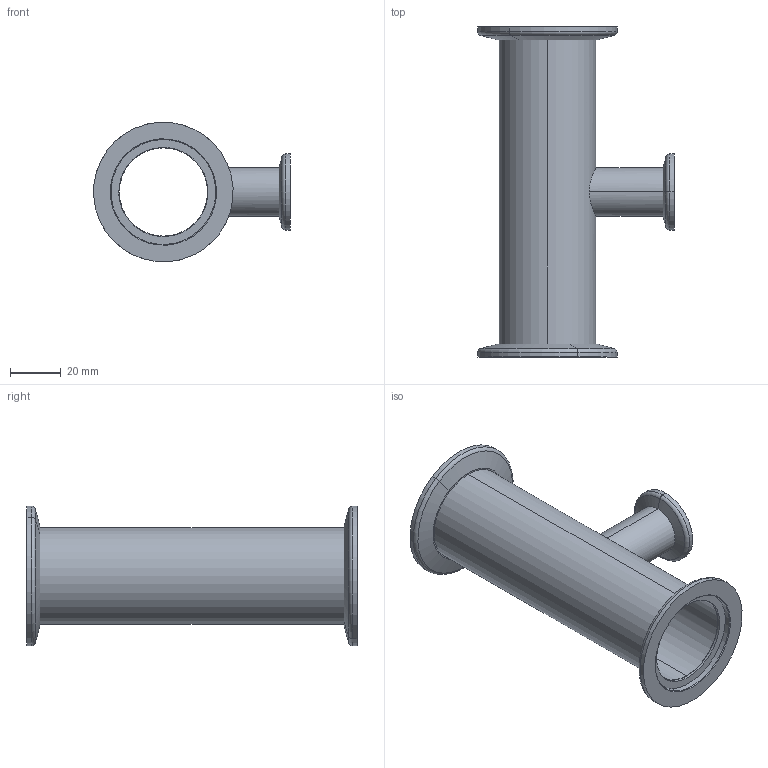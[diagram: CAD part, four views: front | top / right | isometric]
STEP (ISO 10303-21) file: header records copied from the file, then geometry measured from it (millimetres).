
FILE_DESCRIPTION (( 'STEP AP214' ), '1' );
FILE_NAME ('Hositrad_KTR40-16.STEP', '2011-01-19T12:48:19', ( 'Hositrad' ), ( 'Hositrad' ), 'SwSTEP 2.0', 'SolidWorks 2010', '' );
FILE_SCHEMA (( 'AUTOMOTIVE_DESIGN' ));
Length unit declared in the file: millimetre
Products named in the file (4): TubeReducer-T-40-16; Hositrad_KTR40-16; KF16-19WS; KF40-38WS
Assembly tree (4 placements, depth 2):
  Hositrad_KTR40-16
    KF40-38WS  x2
    TubeReducer-T-40-16
    KF16-19WS
Bounding box: 77.46 x 130 x 54.92 mm (x, y, z)
Volume: 36456.9 mm3; surface area: 40689.8 mm2
Topology: 4 solids, 4 shells, 64 faces, 130 edges, 80 vertices
Faces by surface type: cylinder 32, plane 14, cone 12, torus 6
Entity records: 1580 total; most frequent: CARTESIAN_POINT 391, DIRECTION 254, ORIENTED_EDGE 188, AXIS2_PLACEMENT_3D 111, EDGE_CURVE 94, EDGE_LOOP 58, VERTEX_POINT 58, CIRCLE 58
